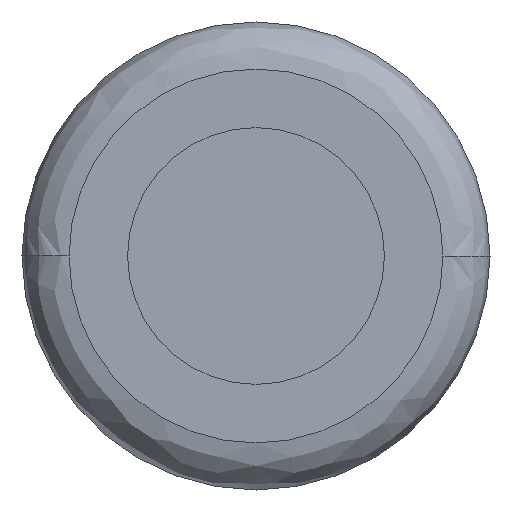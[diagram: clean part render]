
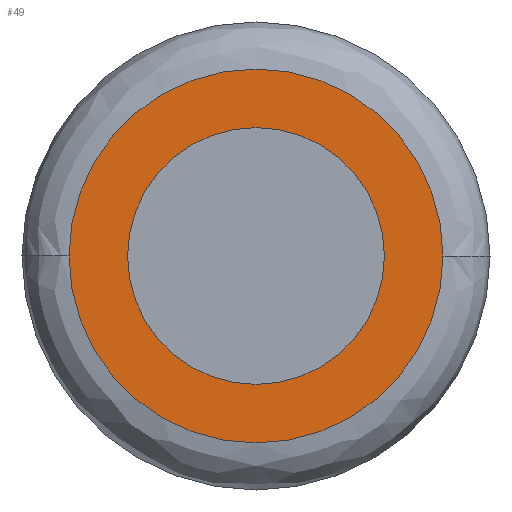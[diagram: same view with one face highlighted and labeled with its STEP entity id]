
A CAD part, front view. The second image highlights one B-rep face of the part: STEP entity #49.
In plain terms, the highlighted planar face has unit normal (0, -1, 0).
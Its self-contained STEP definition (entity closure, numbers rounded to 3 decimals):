
#25 = ORIENTED_EDGE ( 'NONE', *, *, #26, .T. ) ;
#26 = EDGE_CURVE ( 'NONE', #146, #174, #297, .T. ) ;
#43 = ORIENTED_EDGE ( 'NONE', *, *, #141, .T. ) ;
#44 = ORIENTED_EDGE ( 'NONE', *, *, #212, .T. ) ;
#45 = EDGE_LOOP ( 'NONE', ( #43, #25 ) ) ;
#46 = ORIENTED_EDGE ( 'NONE', *, *, #238, .T. ) ;
#47 = EDGE_LOOP ( 'NONE', ( #46, #44 ) ) ;
#49 = ADVANCED_FACE ( 'NONE', ( #386, #405 ), #404, .T. ) ;
#141 = EDGE_CURVE ( 'NONE', #174, #146, #536, .T. ) ;
#142 = VERTEX_POINT ( 'NONE', #554 ) ;
#146 = VERTEX_POINT ( 'NONE', #552 ) ;
#174 = VERTEX_POINT ( 'NONE', #614 ) ;
#175 = VERTEX_POINT ( 'NONE', #613 ) ;
#212 = EDGE_CURVE ( 'NONE', #175, #142, #655, .T. ) ;
#238 = EDGE_CURVE ( 'NONE', #142, #175, #691, .T. ) ;
#297 = CIRCLE ( 'NONE', #298, 1.602 ) ;
#298 = AXIS2_PLACEMENT_3D ( 'NONE', #299, #301, #300 ) ;
#299 = CARTESIAN_POINT ( 'NONE',  ( 0., -43.25, -1.49 ) ) ;
#300 = DIRECTION ( 'NONE',  ( 0., 0., -1. ) ) ;
#301 = DIRECTION ( 'NONE',  ( 0., -1., 0. ) ) ;
#386 = FACE_BOUND ( 'NONE', #47, .T. ) ;
#404 = PLANE ( 'NONE',  #412 ) ;
#405 = FACE_OUTER_BOUND ( 'NONE', #45, .T. ) ;
#409 = DIRECTION ( 'NONE',  ( 1., 0., 0. ) ) ;
#410 = DIRECTION ( 'NONE',  ( 0., -1., 0. ) ) ;
#411 = CARTESIAN_POINT ( 'NONE',  ( -1.74, -43.25, -3.23 ) ) ;
#412 = AXIS2_PLACEMENT_3D ( 'NONE', #411, #410, #409 ) ;
#533 = DIRECTION ( 'NONE',  ( 0., -1., 0. ) ) ;
#534 = CARTESIAN_POINT ( 'NONE',  ( 0., -43.25, -1.49 ) ) ;
#535 = AXIS2_PLACEMENT_3D ( 'NONE', #534, #533, #555 ) ;
#536 = CIRCLE ( 'NONE', #535, 1.602 ) ;
#552 = CARTESIAN_POINT ( 'NONE',  ( 0., -43.25, 0.112 ) ) ;
#554 = CARTESIAN_POINT ( 'NONE',  ( 0., -43.25, -2.59 ) ) ;
#555 = DIRECTION ( 'NONE',  ( 0., 0., -1. ) ) ;
#613 = CARTESIAN_POINT ( 'NONE',  ( 0., -43.25, -0.39 ) ) ;
#614 = CARTESIAN_POINT ( 'NONE',  ( 0., -43.25, -3.092 ) ) ;
#652 = DIRECTION ( 'NONE',  ( 0., 0., -1. ) ) ;
#653 = DIRECTION ( 'NONE',  ( 0., 1., 0. ) ) ;
#654 = AXIS2_PLACEMENT_3D ( 'NONE', #660, #653, #652 ) ;
#655 = CIRCLE ( 'NONE', #654, 1.1 ) ;
#660 = CARTESIAN_POINT ( 'NONE',  ( 0., -43.25, -1.49 ) ) ;
#689 = CARTESIAN_POINT ( 'NONE',  ( 0., -43.25, -1.49 ) ) ;
#690 = AXIS2_PLACEMENT_3D ( 'NONE', #689, #770, #769 ) ;
#691 = CIRCLE ( 'NONE', #690, 1.1 ) ;
#769 = DIRECTION ( 'NONE',  ( 0., 0., -1. ) ) ;
#770 = DIRECTION ( 'NONE',  ( 0., 1., 0. ) ) ;
